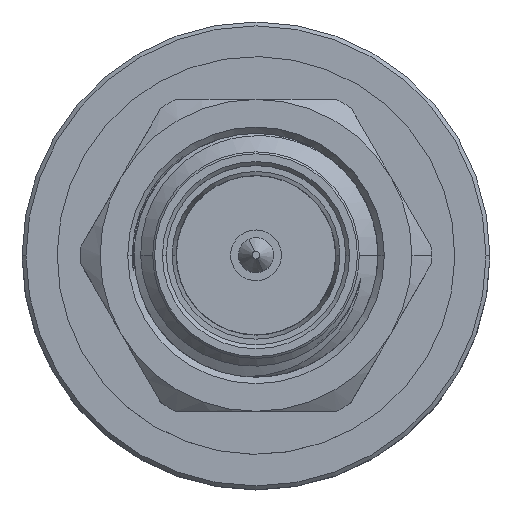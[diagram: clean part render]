
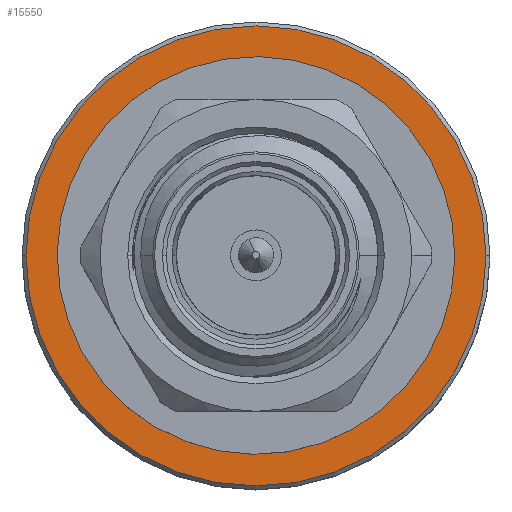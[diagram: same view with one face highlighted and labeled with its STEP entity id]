
A CAD part, top view. The second image highlights one B-rep face of the part: STEP entity #15550.
In plain terms, the highlighted planar face has unit normal (0, 0, 1).
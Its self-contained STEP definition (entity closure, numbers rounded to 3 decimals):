
#2 = DIRECTION ( 'NONE',  ( 1., 0., 0. ) ) ;
#1002 = ORIENTED_EDGE ( 'NONE', *, *, #16631, .T. ) ;
#1037 = AXIS2_PLACEMENT_3D ( 'NONE', #14399, #13034, #2 ) ;
#1303 = VERTEX_POINT ( 'NONE', #8010 ) ;
#1625 = CARTESIAN_POINT ( 'NONE',  ( -5.9, 0., 6.9 ) ) ;
#1626 = VERTEX_POINT ( 'NONE', #9182 ) ;
#1982 = CARTESIAN_POINT ( 'NONE',  ( 0., 0., 6.9 ) ) ;
#2359 = CIRCLE ( 'NONE', #10507, 5.025 ) ;
#2769 = DIRECTION ( 'NONE',  ( 0., 0., 1. ) ) ;
#3453 = AXIS2_PLACEMENT_3D ( 'NONE', #6828, #4360, #8359 ) ;
#3893 = CIRCLE ( 'NONE', #5782, 5.025 ) ;
#4128 = DIRECTION ( 'NONE',  ( 1., 0., 0. ) ) ;
#4360 = DIRECTION ( 'NONE',  ( 0., 0., 1. ) ) ;
#5239 = AXIS2_PLACEMENT_3D ( 'NONE', #1982, #6075, #11276 ) ;
#5782 = AXIS2_PLACEMENT_3D ( 'NONE', #13836, #10081, #5909 ) ;
#5909 = DIRECTION ( 'NONE',  ( 1., 0., 0. ) ) ;
#6075 = DIRECTION ( 'NONE',  ( 0., 0., 1. ) ) ;
#6272 = EDGE_CURVE ( 'NONE', #1626, #1303, #3893, .T. ) ;
#6289 = EDGE_CURVE ( 'NONE', #8000, #6531, #15322, .T. ) ;
#6531 = VERTEX_POINT ( 'NONE', #1625 ) ;
#6828 = CARTESIAN_POINT ( 'NONE',  ( 0., 2.65, 6.9 ) ) ;
#6951 = ORIENTED_EDGE ( 'NONE', *, *, #6289, .T. ) ;
#8000 = VERTEX_POINT ( 'NONE', #11279 ) ;
#8010 = CARTESIAN_POINT ( 'NONE',  ( -5.025, 0., 6.9 ) ) ;
#8359 = DIRECTION ( 'NONE',  ( 1., 0., 0. ) ) ;
#9182 = CARTESIAN_POINT ( 'NONE',  ( 5.025, 0., 6.9 ) ) ;
#9892 = ORIENTED_EDGE ( 'NONE', *, *, #13915, .F. ) ;
#10081 = DIRECTION ( 'NONE',  ( 0., 0., 1. ) ) ;
#10451 = EDGE_LOOP ( 'NONE', ( #1002, #6951 ) ) ;
#10507 = AXIS2_PLACEMENT_3D ( 'NONE', #15483, #2769, #4128 ) ;
#11066 = EDGE_LOOP ( 'NONE', ( #13441, #9892 ) ) ;
#11276 = DIRECTION ( 'NONE',  ( 1., 0., 0. ) ) ;
#11279 = CARTESIAN_POINT ( 'NONE',  ( 5.9, 0., 6.9 ) ) ;
#13034 = DIRECTION ( 'NONE',  ( 0., 0., 1. ) ) ;
#13226 = PLANE ( 'NONE',  #3453 ) ;
#13441 = ORIENTED_EDGE ( 'NONE', *, *, #6272, .F. ) ;
#13542 = CIRCLE ( 'NONE', #1037, 5.9 ) ;
#13836 = CARTESIAN_POINT ( 'NONE',  ( 0., 0., 6.9 ) ) ;
#13915 = EDGE_CURVE ( 'NONE', #1303, #1626, #2359, .T. ) ;
#14399 = CARTESIAN_POINT ( 'NONE',  ( 0., 0., 6.9 ) ) ;
#14502 = FACE_BOUND ( 'NONE', #11066, .T. ) ;
#15322 = CIRCLE ( 'NONE', #5239, 5.9 ) ;
#15483 = CARTESIAN_POINT ( 'NONE',  ( 0., 0., 6.9 ) ) ;
#15550 = ADVANCED_FACE ( 'NONE', ( #16050, #14502 ), #13226, .T. ) ;
#16050 = FACE_OUTER_BOUND ( 'NONE', #10451, .T. ) ;
#16631 = EDGE_CURVE ( 'NONE', #6531, #8000, #13542, .T. ) ;
